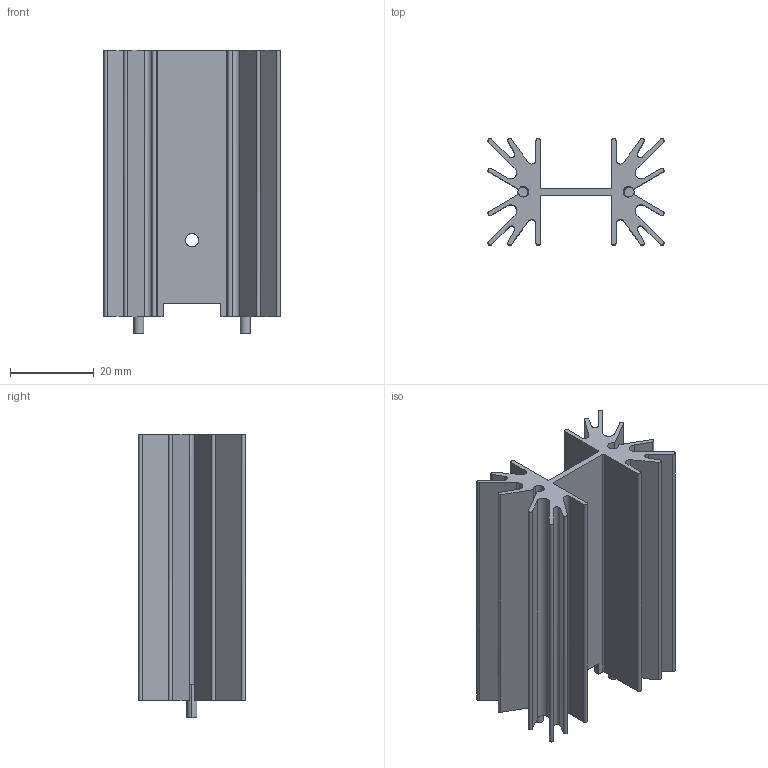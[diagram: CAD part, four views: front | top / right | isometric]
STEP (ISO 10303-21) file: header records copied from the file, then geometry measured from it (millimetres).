
FILE_DESCRIPTION(/* description */ (''),/* implementation_level */ '2;1');
FILE_NAME(/* name */ '530002~2',/* time_stamp */ '2021-04-08T14:29:53+02:00',/* author */ (''),/* organization */ (''),/* preprocessor_version */ 'ST-DEVELOPER v16.5',/* originating_system */ '',/* authorisation */ '');
FILE_SCHEMA (('AUTOMOTIVE_DESIGN'));
Length unit declared in the file: millimetre
Products named in the file (1): Document
Bounding box: 41.94 x 25.4 x 67.46 mm (x, y, z)
Volume: 20221.6 mm3; surface area: 21231.4 mm2
Topology: 3 solids, 3 shells, 86 faces, 240 edges, 160 vertices
Faces by surface type: bspline 74, plane 12
Entity records: 3862 total; most frequent: CARTESIAN_POINT 2338, ORIENTED_EDGE 480, EDGE_CURVE 240, B_SPLINE_CURVE_WITH_KNOTS 222, VERTEX_POINT 160, EDGE_LOOP 88, ADVANCED_FACE 86, FACE_OUTER_BOUND 86
